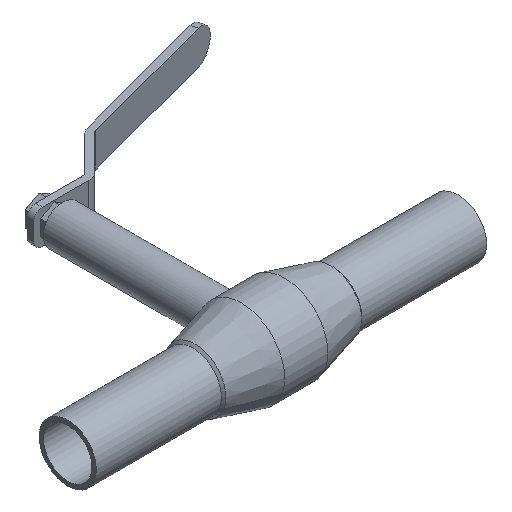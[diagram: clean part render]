
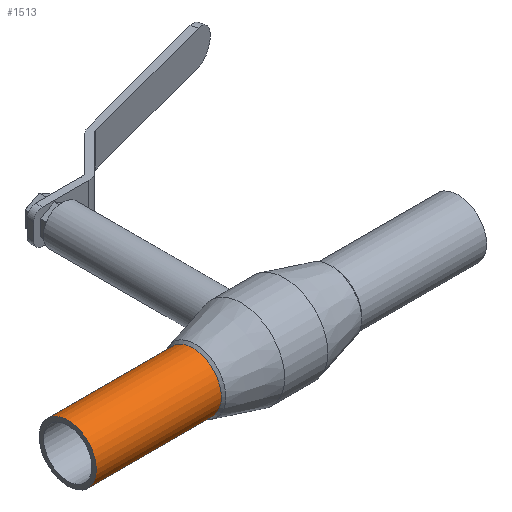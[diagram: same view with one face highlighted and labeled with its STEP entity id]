
A CAD part, isometric view. The second image highlights one B-rep face of the part: STEP entity #1513.
In plain terms, the highlighted cylindrical face has radius 16.85 mm (diameter 33.7 mm), a full revolution.
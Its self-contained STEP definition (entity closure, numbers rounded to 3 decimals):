
#1266=CARTESIAN_POINT('',(73.66,16.85,0.0));
#1267=VERTEX_POINT('',#1266);
#1268=CARTESIAN_POINT('',(73.66,0.0,0.0));
#1269=DIRECTION('',(1.0,0.0,0.0));
#1270=DIRECTION('',(0.0,1.0,0.0));
#1271=AXIS2_PLACEMENT_3D('',#1268,#1269,#1270);
#1272=CIRCLE('',#1271,16.85);
#1273=EDGE_CURVE('',#1267,#1267,#1272,.T.);
#1487=CARTESIAN_POINT('',(0.0,16.85,0.0));
#1488=VERTEX_POINT('',#1487);
#1489=CARTESIAN_POINT('',(0.0,0.0,0.0));
#1490=DIRECTION('',(1.0,0.0,0.0));
#1491=DIRECTION('',(0.0,1.0,0.0));
#1492=AXIS2_PLACEMENT_3D('',#1489,#1490,#1491);
#1493=CIRCLE('',#1492,16.85);
#1494=EDGE_CURVE('',#1488,#1488,#1493,.T.);
#1502=CARTESIAN_POINT('',(36.83,0.0,0.0));
#1503=DIRECTION('',(1.0,0.0,0.0));
#1504=DIRECTION('',(0.0,1.0,0.0));
#1505=AXIS2_PLACEMENT_3D('',#1502,#1503,#1504);
#1506=CYLINDRICAL_SURFACE('',#1505,16.85);
#1507=ORIENTED_EDGE('',*,*,#1273,.F.);
#1508=EDGE_LOOP('',(#1507));
#1509=FACE_OUTER_BOUND('',#1508,.T.);
#1510=ORIENTED_EDGE('',*,*,#1494,.T.);
#1511=EDGE_LOOP('',(#1510));
#1512=FACE_BOUND('',#1511,.T.);
#1513=ADVANCED_FACE('',(#1509,#1512),#1506,.T.);
